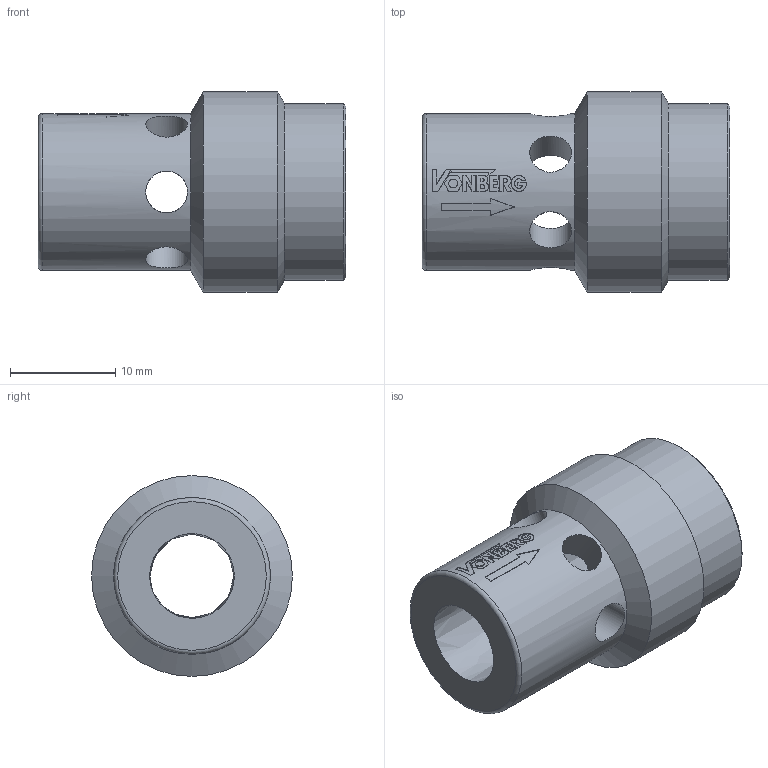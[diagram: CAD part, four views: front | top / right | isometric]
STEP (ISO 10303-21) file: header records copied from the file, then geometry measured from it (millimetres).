
FILE_DESCRIPTION((''),'2;1');
FILE_NAME('8608.stp','2015-02-17T16:26:33',('jml'),(''),'Autodesk Inventor 2010','Autodesk Inventor 2010','');
FILE_SCHEMA(('AUTOMOTIVE_DESIGN { 1 0 10303 214 1 1 1 1 }'));
Length unit declared in the file: inch
Products named in the file (1): 221000
Bounding box: 29.21 x 19.05 x 19.05 mm (x, y, z)
Volume: 4475.1 mm3; surface area: 2741.5 mm2
Topology: 1 solids, 1 shells, 133 faces, 359 edges, 239 vertices
Faces by surface type: plane 75, bspline 31, cylinder 22, cone 4, torus 1
Full cylindrical faces by diameter (mm): 3.962 x6, 14.859 x1, 16.764 x1, 19.05 x1
Entity records: 9441 total; most frequent: CARTESIAN_POINT 6395, ORIENTED_EDGE 662, DIRECTION 454, EDGE_CURVE 331, VERTEX_POINT 228, EDGE_LOOP 175, VECTOR 154, LINE 154
